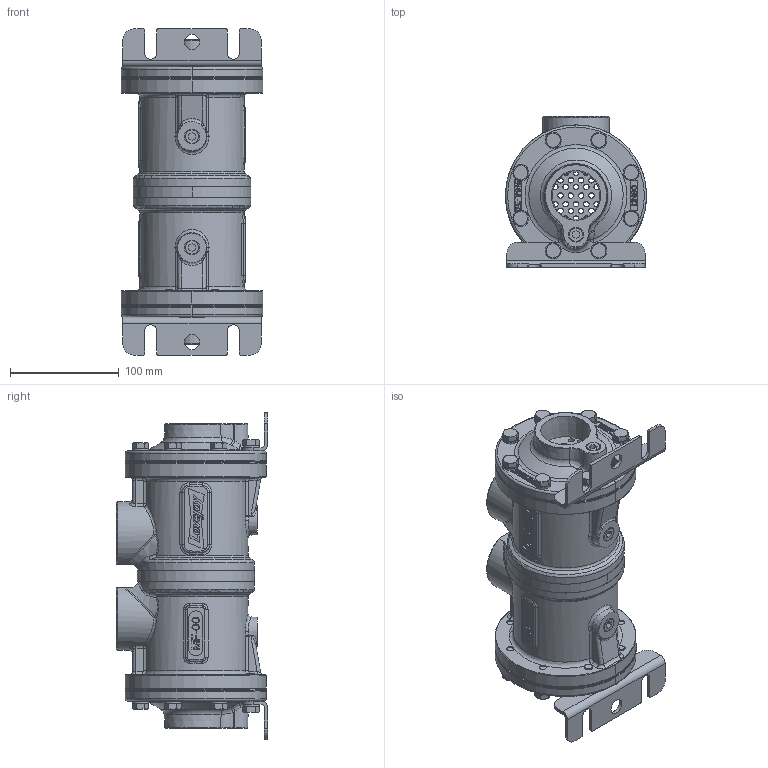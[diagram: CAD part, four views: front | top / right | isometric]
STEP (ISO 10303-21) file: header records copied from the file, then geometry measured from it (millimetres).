
FILE_DESCRIPTION((''),'2;1');
FILE_NAME('84527102929_ASM','2013-06-21T',('ppetruska'),(''),'PRO/ENGINEER BY PARAMETRIC TECHNOLOGY CORPORATION, 2012480','PRO/ENGINEER BY PARAMETRIC TECHNOLOGY CORPORATION, 2012480','');
FILE_SCHEMA(('CONFIG_CONTROL_DESIGN'));
Length unit declared in the file: millimetre
Products named in the file (13): 84527108781_AF5; 84527108784_AF0_ASM; 84527108799_ASM; SIZE_80_WR_HDR_HDR; 84527103011; 84527108801; 84527108861_AF0; 84527103048_ASM; 84527108795; 84527108794; 84527103004; 68514457302; 84527102929_ASM
Assembly tree (54 placements, depth 4):
  84527102929_ASM
    84527108799_ASM  x2
      84527108784_AF0_ASM
        84527108781_AF5
    SIZE_80_WR_HDR_HDR
    84527103011  x4
    84527108801  x2
    84527103048_ASM  x2
      84527108861_AF0
    84527108795  x2
    84527108794  x16
    84527103004  x4
    68514457302  x18
Bounding box: 130 x 139 x 300 mm (x, y, z)
Volume: 1141035.2 mm3; surface area: 375295.3 mm2
Topology: 51 solids, 51 shells, 2936 faces, 7410 edges, 4672 vertices
Faces by surface type: plane 1650, cylinder 566, cone 490, bspline 136, torus 40, extrusion 28, sphere 26
Entity records: 41824 total; most frequent: CARTESIAN_POINT 11914, ORIENTED_EDGE 6198, DIRECTION 5999, EDGE_CURVE 3099, VECTOR 2123, LINE 2109, VERTEX_POINT 1979, AXIS2_PLACEMENT_3D 1938
